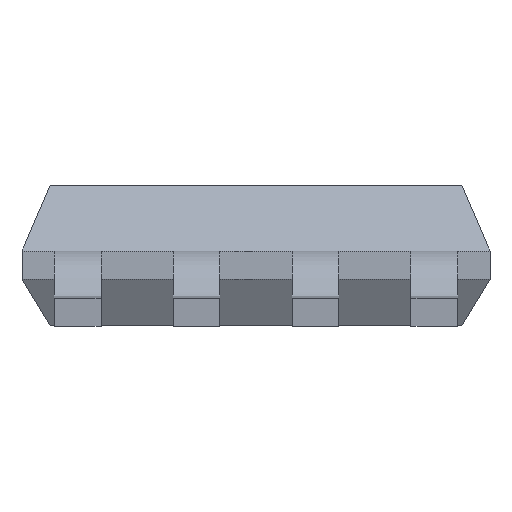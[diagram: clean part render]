
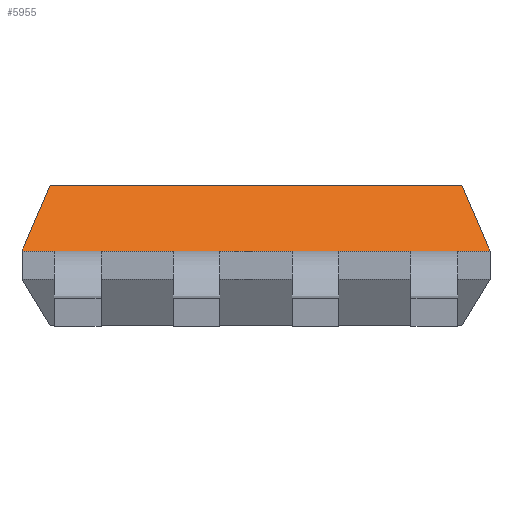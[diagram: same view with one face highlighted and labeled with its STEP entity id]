
A CAD part, left-side view. The second image highlights one B-rep face of the part: STEP entity #5955.
In plain terms, the highlighted planar face has unit normal (-0.814, 0, 0.581).
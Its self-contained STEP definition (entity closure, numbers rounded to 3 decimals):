
#101=PLANE('',#6089);
#423=FACE_OUTER_BOUND('',#760,.T.);
#760=EDGE_LOOP('',(#5127,#5128,#5129,#5130));
#1113=LINE('',#12041,#1538);
#1119=LINE('',#12063,#1544);
#1122=LINE('',#12069,#1547);
#1129=LINE('',#12083,#1554);
#1538=VECTOR('',#6487,10.);
#1544=VECTOR('',#6511,10.);
#1547=VECTOR('',#6516,10.);
#1554=VECTOR('',#6527,10.);
#2628=VERTEX_POINT('',#12034);
#2631=VERTEX_POINT('',#12039);
#2638=VERTEX_POINT('',#12062);
#2640=VERTEX_POINT('',#12068);
#3477=EDGE_CURVE('',#2628,#2631,#1113,.T.);
#3485=EDGE_CURVE('',#2638,#2628,#1119,.T.);
#3488=EDGE_CURVE('',#2631,#2640,#1122,.T.);
#3495=EDGE_CURVE('',#2640,#2638,#1129,.T.);
#5127=ORIENTED_EDGE('',*,*,#3485,.T.);
#5128=ORIENTED_EDGE('',*,*,#3477,.T.);
#5129=ORIENTED_EDGE('',*,*,#3488,.T.);
#5130=ORIENTED_EDGE('',*,*,#3495,.T.);
#5955=ADVANCED_FACE('',(#423),#101,.T.);
#6089=AXIS2_PLACEMENT_3D('',#12082,#6525,#6526);
#6487=DIRECTION('',(0.,1.,0.));
#6511=DIRECTION('',(0.549,0.329,0.768));
#6516=DIRECTION('',(-0.549,0.329,-0.768));
#6525=DIRECTION('center_axis',(-0.814,0.,0.581));
#6526=DIRECTION('ref_axis',(0.581,0.,0.814));
#6527=DIRECTION('',(0.,-1.,0.));
#12034=CARTESIAN_POINT('',(0.5,-4.7,1.5));
#12039=CARTESIAN_POINT('',(0.5,-0.3,1.5));
#12041=CARTESIAN_POINT('',(0.5,-1.25,1.5));
#12062=CARTESIAN_POINT('',(0.,-5.,0.8));
#12063=CARTESIAN_POINT('',(0.45,-4.73,1.43));
#12068=CARTESIAN_POINT('',(0.,0.,0.8));
#12069=CARTESIAN_POINT('',(0.399,-0.239,1.359));
#12082=CARTESIAN_POINT('Origin',(0.25,-1.25,1.15));
#12083=CARTESIAN_POINT('',(0.,-1.25,0.8));
